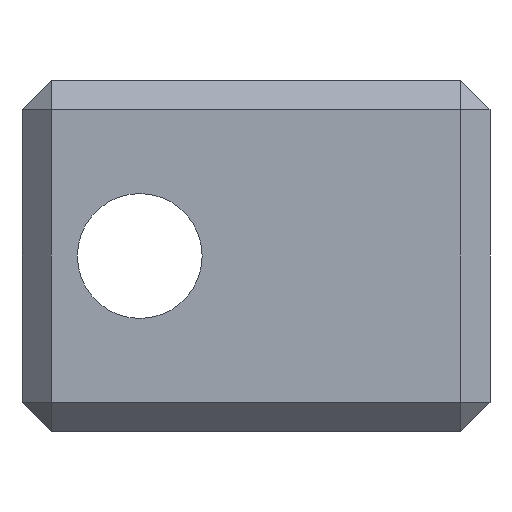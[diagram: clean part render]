
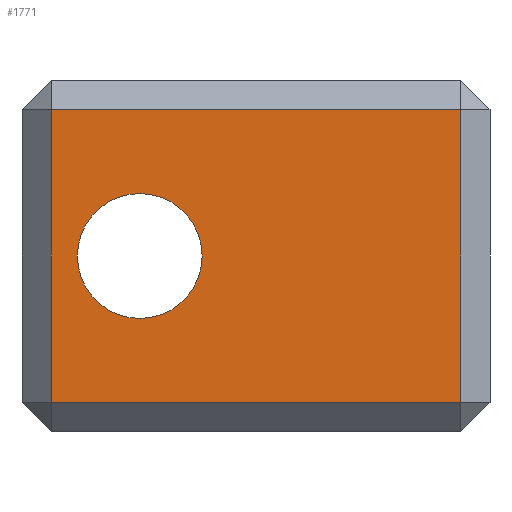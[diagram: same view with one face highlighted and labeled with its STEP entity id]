
A CAD part, front view. The second image highlights one B-rep face of the part: STEP entity #1771.
In plain terms, the highlighted planar face has unit normal (0, -1, 0).
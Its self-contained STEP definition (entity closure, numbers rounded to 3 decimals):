
#15=FACE_BOUND('',#191,.T.);
#36=PLANE('',#1925);
#92=FACE_OUTER_BOUND('',#190,.T.);
#190=EDGE_LOOP('',(#1299,#1300,#1301,#1302));
#191=EDGE_LOOP('',(#1303));
#298=LINE('',#2653,#481);
#306=LINE('',#2669,#489);
#308=LINE('',#2672,#491);
#310=LINE('',#2675,#493);
#481=VECTOR('',#2095,10.);
#489=VECTOR('',#2109,10.);
#491=VECTOR('',#2113,10.);
#493=VECTOR('',#2117,10.);
#686=CIRCLE('',#1926,1.6);
#733=VERTEX_POINT('',#2614);
#738=VERTEX_POINT('',#2627);
#743=VERTEX_POINT('',#2640);
#748=VERTEX_POINT('',#2656);
#820=VERTEX_POINT('',#2817);
#927=EDGE_CURVE('',#733,#743,#298,.T.);
#935=EDGE_CURVE('',#743,#748,#306,.T.);
#937=EDGE_CURVE('',#748,#738,#308,.T.);
#939=EDGE_CURVE('',#738,#733,#310,.T.);
#1010=EDGE_CURVE('',#820,#820,#686,.T.);
#1299=ORIENTED_EDGE('',*,*,#927,.T.);
#1300=ORIENTED_EDGE('',*,*,#935,.T.);
#1301=ORIENTED_EDGE('',*,*,#937,.T.);
#1302=ORIENTED_EDGE('',*,*,#939,.T.);
#1303=ORIENTED_EDGE('',*,*,#1010,.F.);
#1771=ADVANCED_FACE('',(#92,#15),#36,.F.);
#1925=AXIS2_PLACEMENT_3D('',#2816,#2232,#2233);
#1926=AXIS2_PLACEMENT_3D('',#2818,#2234,#2235);
#2095=DIRECTION('',(0.,0.,1.));
#2109=DIRECTION('',(-1.,0.,0.));
#2113=DIRECTION('',(0.,0.,-1.));
#2117=DIRECTION('',(1.,0.,0.));
#2232=DIRECTION('center_axis',(0.,1.,0.));
#2233=DIRECTION('ref_axis',(-1.,0.,0.));
#2234=DIRECTION('center_axis',(0.,-1.,0.));
#2235=DIRECTION('ref_axis',(-1.,0.,0.));
#2614=CARTESIAN_POINT('',(-123.02,33.5,54.762));
#2627=CARTESIAN_POINT('',(-133.52,33.5,54.762));
#2640=CARTESIAN_POINT('',(-123.02,33.5,62.262));
#2653=CARTESIAN_POINT('',(-123.02,33.5,60.512));
#2656=CARTESIAN_POINT('',(-133.52,33.5,62.262));
#2669=CARTESIAN_POINT('',(-128.27,33.5,62.262));
#2672=CARTESIAN_POINT('',(-133.52,33.5,60.512));
#2675=CARTESIAN_POINT('',(-128.27,33.5,54.762));
#2816=CARTESIAN_POINT('Origin',(-128.27,33.5,58.512));
#2817=CARTESIAN_POINT('',(-129.65,33.5,58.512));
#2818=CARTESIAN_POINT('Origin',(-131.25,33.5,58.512));
